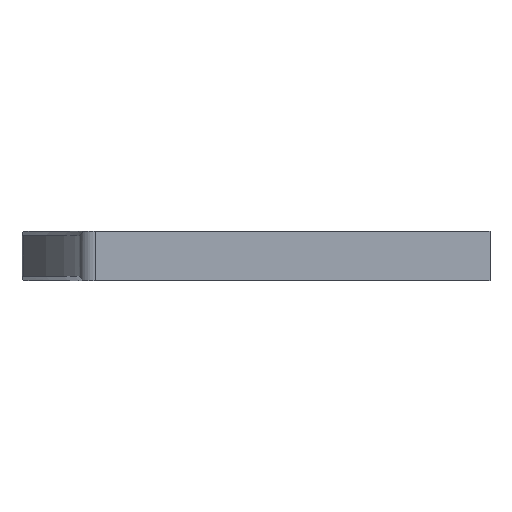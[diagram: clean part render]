
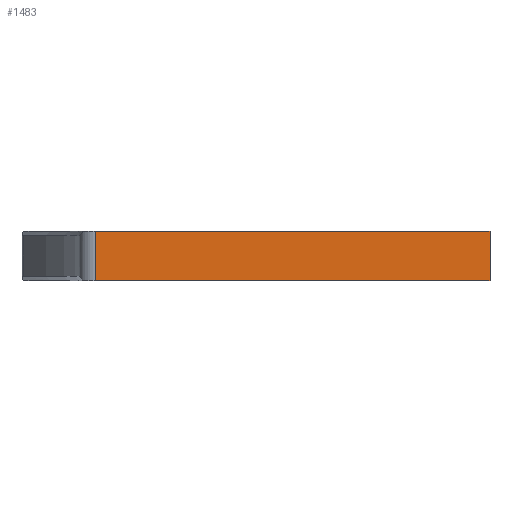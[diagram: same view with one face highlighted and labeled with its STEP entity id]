
A CAD part, front view. The second image highlights one B-rep face of the part: STEP entity #1483.
In plain terms, the highlighted planar face has unit normal (0, -1, 0).
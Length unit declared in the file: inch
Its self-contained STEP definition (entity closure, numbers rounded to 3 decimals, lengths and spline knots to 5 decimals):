
#43 = ORIENTED_EDGE ( 'NONE', *, *, #1388, .T. ) ;
#179 = CARTESIAN_POINT ( 'NONE',  ( 5.62861, 0., 0. ) ) ;
#215 = VECTOR ( 'NONE', #2571, 39.37008 ) ;
#383 = AXIS2_PLACEMENT_3D ( 'NONE', #1169, #2608, #781 ) ;
#422 = EDGE_LOOP ( 'NONE', ( #623, #43, #1349, #1141 ) ) ;
#478 = CARTESIAN_POINT ( 'NONE',  ( 5.62861, 0., -0.3735 ) ) ;
#546 = DIRECTION ( 'NONE',  ( 1., 0., 0. ) ) ;
#623 = ORIENTED_EDGE ( 'NONE', *, *, #1068, .F. ) ;
#720 = VECTOR ( 'NONE', #2423, 39.37008 ) ;
#738 = LINE ( 'NONE', #1128, #2182 ) ;
#757 = CARTESIAN_POINT ( 'NONE',  ( 8.63, 0., -0.3735 ) ) ;
#781 = DIRECTION ( 'NONE',  ( 0., 0., -1. ) ) ;
#802 = PLANE ( 'NONE',  #383 ) ;
#887 = VERTEX_POINT ( 'NONE', #478 ) ;
#931 = CARTESIAN_POINT ( 'NONE',  ( 5.62861, 0., -0.3425 ) ) ;
#1068 = EDGE_CURVE ( 'NONE', #1967, #1894, #1579, .T. ) ;
#1128 = CARTESIAN_POINT ( 'NONE',  ( 5.505, 0., -0.3735 ) ) ;
#1141 = ORIENTED_EDGE ( 'NONE', *, *, #2621, .T. ) ;
#1169 = CARTESIAN_POINT ( 'NONE',  ( 5.505, 0., -0.3735 ) ) ;
#1315 = LINE ( 'NONE', #931, #215 ) ;
#1349 = ORIENTED_EDGE ( 'NONE', *, *, #2145, .T. ) ;
#1388 = EDGE_CURVE ( 'NONE', #1967, #887, #1315, .T. ) ;
#1483 = ADVANCED_FACE ( 'NONE', ( #1791 ), #802, .T. ) ;
#1579 = LINE ( 'NONE', #1633, #1790 ) ;
#1633 = CARTESIAN_POINT ( 'NONE',  ( 5.505, 0., 0. ) ) ;
#1790 = VECTOR ( 'NONE', #2436, 39.37008 ) ;
#1791 = FACE_OUTER_BOUND ( 'NONE', #422, .T. ) ;
#1894 = VERTEX_POINT ( 'NONE', #2594 ) ;
#1967 = VERTEX_POINT ( 'NONE', #179 ) ;
#1990 = LINE ( 'NONE', #757, #720 ) ;
#2145 = EDGE_CURVE ( 'NONE', #887, #2385, #738, .T. ) ;
#2182 = VECTOR ( 'NONE', #546, 39.37008 ) ;
#2252 = CARTESIAN_POINT ( 'NONE',  ( 8.63, 0., -0.3735 ) ) ;
#2385 = VERTEX_POINT ( 'NONE', #2252 ) ;
#2423 = DIRECTION ( 'NONE',  ( 0., 0., 1. ) ) ;
#2436 = DIRECTION ( 'NONE',  ( 1., 0., 0. ) ) ;
#2571 = DIRECTION ( 'NONE',  ( 0., 0., -1. ) ) ;
#2594 = CARTESIAN_POINT ( 'NONE',  ( 8.63, 0., 0. ) ) ;
#2608 = DIRECTION ( 'NONE',  ( 0., -1., 0. ) ) ;
#2621 = EDGE_CURVE ( 'NONE', #2385, #1894, #1990, .T. ) ;
